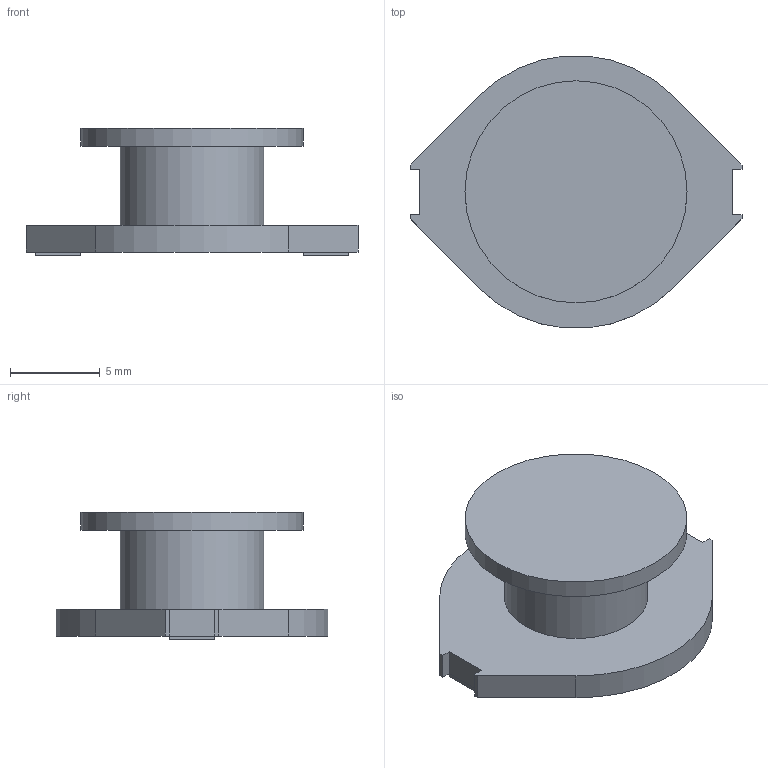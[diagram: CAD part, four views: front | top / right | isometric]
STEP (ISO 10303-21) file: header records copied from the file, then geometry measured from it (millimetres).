
FILE_DESCRIPTION(/* description */ (''),/* implementation_level */ '2;1');
FILE_NAME(/* name */ 'B82479.stp',/* time_stamp */ '2017-05-05T20:27:39-04:00',/* author */ (''),/* organization */ (''),/* preprocessor_version */ 'ST-DEVELOPER v16.13',/* originating_system */ 'Autodesk Translation Framework v6.1.1.50',/* authorisation */ '');
FILE_SCHEMA (('AUTOMOTIVE_DESIGN { 1 0 10303 214 3 1 1 }'));
Length unit declared in the file: millimetre
Products named in the file (5): FusionComponent; Component2; Component3; Component4; Component5
Assembly tree (4 placements, depth 2):
  FusionComponent
    Component2
    Component3
    Component4
    Component5
Bounding box: 18.54 x 15.18 x 7.11 mm (x, y, z)
Volume: 645.2 mm3; surface area: 1003 mm2
Topology: 5 solids, 5 shells, 36 faces, 78 edges, 52 vertices
Faces by surface type: plane 32, cylinder 4
Full cylindrical faces by diameter (mm): 8 x1, 12.4 x1
Entity records: 1064 total; most frequent: DIRECTION 174, CARTESIAN_POINT 173, ORIENTED_EDGE 152, EDGE_CURVE 76, LINE 68, VECTOR 68, AXIS2_PLACEMENT_3D 53, VERTEX_POINT 52
